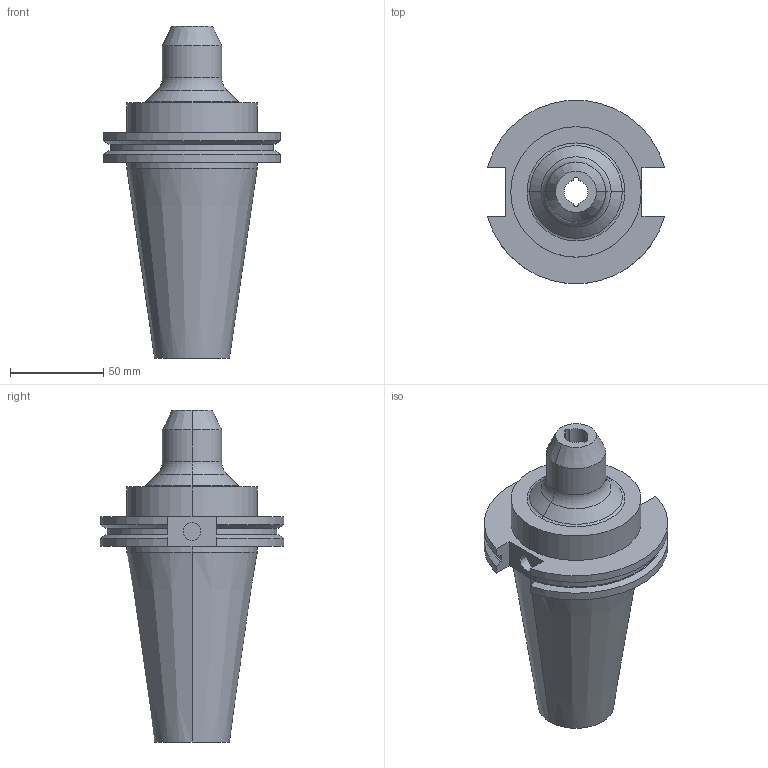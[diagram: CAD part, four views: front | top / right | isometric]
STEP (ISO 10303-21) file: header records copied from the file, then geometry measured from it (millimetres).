
FILE_DESCRIPTION (( 'STEP AP203' ), '1' );
FILE_NAME ('STP-5032-S35-A32-300-AA-2(SATE-22937-3B).STEP', '2022-10-28T06:53:35', ( '' ), ( '' ), 'SwSTEP 2.0', 'SolidWorks 2017', '' );
FILE_SCHEMA (( 'CONFIG_CONTROL_DESIGN' ));
Length unit declared in the file: millimetre
Products named in the file (1): STP-5032-S35-A32-300-AA-2(SATE-22937-3B)
Bounding box: 94.95 x 98.05 x 177.8 mm (x, y, z)
Volume: 416156.5 mm3; surface area: 52867.3 mm2
Topology: 1 solids, 1 shells, 65 faces, 155 edges, 98 vertices
Faces by surface type: cylinder 29, plane 18, cone 14, torus 4
Entity records: 1988 total; most frequent: DIRECTION 357, CARTESIAN_POINT 343, ORIENTED_EDGE 310, EDGE_CURVE 155, AXIS2_PLACEMENT_3D 144, VERTEX_POINT 98, CIRCLE 78, EDGE_LOOP 73
